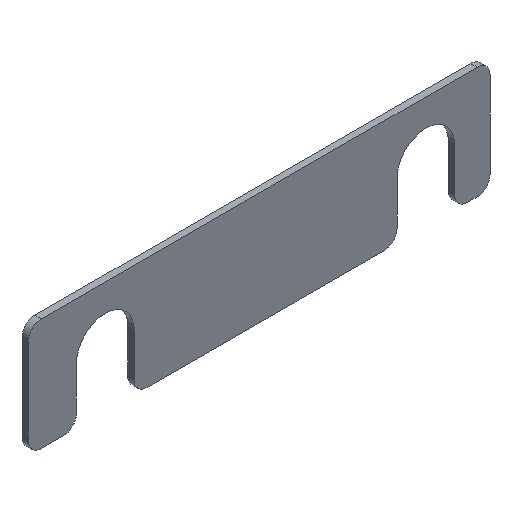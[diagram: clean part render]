
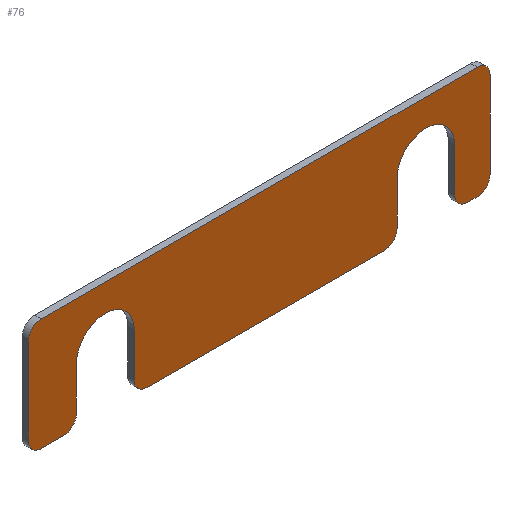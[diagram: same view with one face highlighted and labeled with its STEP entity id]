
A CAD part, isometric view. The second image highlights one B-rep face of the part: STEP entity #76.
In plain terms, the highlighted planar face has unit normal (0, -1, 0).
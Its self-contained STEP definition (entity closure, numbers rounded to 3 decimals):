
#45=CIRCLE('',#447,4.5);
#47=CIRCLE('',#453,4.5);
#48=CIRCLE('',#459,2.);
#49=CIRCLE('',#460,2.);
#50=CIRCLE('',#461,2.);
#51=CIRCLE('',#462,2.);
#52=CIRCLE('',#463,2.);
#53=CIRCLE('',#464,2.);
#54=CIRCLE('',#465,2.);
#55=CIRCLE('',#466,2.);
#76=ADVANCED_FACE('',(#110),#96,.F.);
#96=PLANE('',#467);
#110=FACE_OUTER_BOUND('',#132,.T.);
#132=EDGE_LOOP('',(#190,#191,#192,#193,#194,#195,#196,#197,#198,#199,#200,
#201,#202,#203,#204,#205,#206,#207,#208,#209));
#190=ORIENTED_EDGE('',*,*,#340,.T.);
#191=ORIENTED_EDGE('',*,*,#346,.T.);
#192=ORIENTED_EDGE('',*,*,#342,.T.);
#193=ORIENTED_EDGE('',*,*,#347,.T.);
#194=ORIENTED_EDGE('',*,*,#304,.T.);
#195=ORIENTED_EDGE('',*,*,#348,.T.);
#196=ORIENTED_EDGE('',*,*,#308,.T.);
#197=ORIENTED_EDGE('',*,*,#349,.T.);
#198=ORIENTED_EDGE('',*,*,#310,.T.);
#199=ORIENTED_EDGE('',*,*,#316,.T.);
#200=ORIENTED_EDGE('',*,*,#319,.T.);
#201=ORIENTED_EDGE('',*,*,#350,.T.);
#202=ORIENTED_EDGE('',*,*,#322,.T.);
#203=ORIENTED_EDGE('',*,*,#351,.T.);
#204=ORIENTED_EDGE('',*,*,#324,.T.);
#205=ORIENTED_EDGE('',*,*,#330,.T.);
#206=ORIENTED_EDGE('',*,*,#333,.T.);
#207=ORIENTED_EDGE('',*,*,#352,.T.);
#208=ORIENTED_EDGE('',*,*,#336,.T.);
#209=ORIENTED_EDGE('',*,*,#353,.T.);
#264=VERTEX_POINT('',#616);
#265=VERTEX_POINT('',#618);
#268=VERTEX_POINT('',#625);
#269=VERTEX_POINT('',#627);
#270=VERTEX_POINT('',#631);
#271=VERTEX_POINT('',#632);
#275=VERTEX_POINT('',#642);
#277=VERTEX_POINT('',#648);
#280=VERTEX_POINT('',#655);
#281=VERTEX_POINT('',#657);
#282=VERTEX_POINT('',#661);
#283=VERTEX_POINT('',#662);
#287=VERTEX_POINT('',#672);
#289=VERTEX_POINT('',#678);
#292=VERTEX_POINT('',#685);
#293=VERTEX_POINT('',#687);
#296=VERTEX_POINT('',#694);
#297=VERTEX_POINT('',#696);
#298=VERTEX_POINT('',#700);
#299=VERTEX_POINT('',#701);
#304=EDGE_CURVE('',#265,#264,#364,.T.);
#308=EDGE_CURVE('',#269,#268,#368,.T.);
#310=EDGE_CURVE('',#270,#271,#370,.T.);
#316=EDGE_CURVE('',#271,#275,#45,.T.);
#319=EDGE_CURVE('',#275,#277,#377,.T.);
#322=EDGE_CURVE('',#281,#280,#380,.T.);
#324=EDGE_CURVE('',#282,#283,#382,.T.);
#330=EDGE_CURVE('',#283,#287,#47,.T.);
#333=EDGE_CURVE('',#287,#289,#389,.T.);
#336=EDGE_CURVE('',#293,#292,#392,.T.);
#340=EDGE_CURVE('',#297,#296,#396,.T.);
#342=EDGE_CURVE('',#298,#299,#398,.T.);
#346=EDGE_CURVE('',#296,#298,#48,.T.);
#347=EDGE_CURVE('',#299,#265,#49,.T.);
#348=EDGE_CURVE('',#264,#269,#50,.T.);
#349=EDGE_CURVE('',#268,#270,#51,.T.);
#350=EDGE_CURVE('',#277,#281,#52,.T.);
#351=EDGE_CURVE('',#280,#282,#53,.T.);
#352=EDGE_CURVE('',#289,#293,#54,.T.);
#353=EDGE_CURVE('',#292,#297,#55,.T.);
#364=LINE('',#617,#404);
#368=LINE('',#626,#408);
#370=LINE('',#630,#410);
#377=LINE('',#649,#417);
#380=LINE('',#656,#420);
#382=LINE('',#660,#422);
#389=LINE('',#679,#429);
#392=LINE('',#686,#432);
#396=LINE('',#695,#436);
#398=LINE('',#699,#438);
#404=VECTOR('',#489,1.);
#408=VECTOR('',#495,1.);
#410=VECTOR('',#499,1.);
#417=VECTOR('',#514,1.);
#420=VECTOR('',#519,1.);
#422=VECTOR('',#523,1.);
#429=VECTOR('',#538,1.);
#432=VECTOR('',#543,1.);
#436=VECTOR('',#549,1.);
#438=VECTOR('',#553,1.);
#447=AXIS2_PLACEMENT_3D('',#643,#508,#509);
#453=AXIS2_PLACEMENT_3D('',#673,#532,#533);
#459=AXIS2_PLACEMENT_3D('',#708,#559,#560);
#460=AXIS2_PLACEMENT_3D('',#709,#561,#562);
#461=AXIS2_PLACEMENT_3D('',#710,#563,#564);
#462=AXIS2_PLACEMENT_3D('',#711,#565,#566);
#463=AXIS2_PLACEMENT_3D('',#712,#567,#568);
#464=AXIS2_PLACEMENT_3D('',#713,#569,#570);
#465=AXIS2_PLACEMENT_3D('',#714,#571,#572);
#466=AXIS2_PLACEMENT_3D('',#715,#573,#574);
#467=AXIS2_PLACEMENT_3D('',#716,#575,#576);
#489=DIRECTION('',(0.,0.,-1.));
#495=DIRECTION('',(1.,0.,0.));
#499=DIRECTION('',(0.,0.,1.));
#508=DIRECTION('',(0.,1.,0.));
#509=DIRECTION('',(1.,0.,0.));
#514=DIRECTION('',(0.,0.,-1.));
#519=DIRECTION('',(1.,0.,0.));
#523=DIRECTION('',(0.,0.,1.));
#532=DIRECTION('',(0.,1.,0.));
#533=DIRECTION('',(1.,0.,0.));
#538=DIRECTION('',(0.,0.,-1.));
#543=DIRECTION('',(1.,0.,0.));
#549=DIRECTION('',(0.,0.,1.));
#553=DIRECTION('',(-1.,0.,0.));
#559=DIRECTION('',(0.,-1.,0.));
#560=DIRECTION('',(0.,0.,1.));
#561=DIRECTION('',(0.,-1.,0.));
#562=DIRECTION('',(0.,0.,1.));
#563=DIRECTION('',(0.,-1.,0.));
#564=DIRECTION('',(0.,0.,1.));
#565=DIRECTION('',(0.,-1.,0.));
#566=DIRECTION('',(0.,0.,1.));
#567=DIRECTION('',(0.,-1.,0.));
#568=DIRECTION('',(0.,0.,1.));
#569=DIRECTION('',(0.,-1.,0.));
#570=DIRECTION('',(0.,0.,1.));
#571=DIRECTION('',(0.,-1.,0.));
#572=DIRECTION('',(0.,0.,1.));
#573=DIRECTION('',(0.,-1.,0.));
#574=DIRECTION('',(0.,0.,1.));
#575=DIRECTION('',(0.,1.,0.));
#576=DIRECTION('',(0.,0.,1.));
#616=CARTESIAN_POINT('',(-49.,-28.,-22.));
#617=CARTESIAN_POINT('',(-49.,-28.,-6.5));
#618=CARTESIAN_POINT('',(-49.,-28.,-8.5));
#625=CARTESIAN_POINT('',(-43.5,-28.,-24.));
#626=CARTESIAN_POINT('',(-49.,-28.,-24.));
#627=CARTESIAN_POINT('',(-47.,-28.,-24.));
#630=CARTESIAN_POINT('',(-41.5,-28.,-24.));
#631=CARTESIAN_POINT('',(-41.5,-28.,-22.));
#632=CARTESIAN_POINT('',(-41.5,-28.,-15.25));
#642=CARTESIAN_POINT('',(-32.5,-28.,-15.25));
#643=CARTESIAN_POINT('',(-37.,-28.,-15.25));
#648=CARTESIAN_POINT('',(-32.5,-28.,-22.));
#649=CARTESIAN_POINT('',(-32.5,-28.,-15.25));
#655=CARTESIAN_POINT('',(6.5,-28.,-24.));
#656=CARTESIAN_POINT('',(-32.5,-28.,-24.));
#657=CARTESIAN_POINT('',(-30.5,-28.,-24.));
#660=CARTESIAN_POINT('',(8.5,-28.,-24.));
#661=CARTESIAN_POINT('',(8.5,-28.,-22.));
#662=CARTESIAN_POINT('',(8.5,-28.,-15.25));
#672=CARTESIAN_POINT('',(17.5,-28.,-15.25));
#673=CARTESIAN_POINT('',(13.,-28.,-15.25));
#678=CARTESIAN_POINT('',(17.5,-28.,-22.));
#679=CARTESIAN_POINT('',(17.5,-28.,-15.25));
#685=CARTESIAN_POINT('',(21.,-28.,-24.));
#686=CARTESIAN_POINT('',(17.5,-28.,-24.));
#687=CARTESIAN_POINT('',(19.5,-28.,-24.));
#694=CARTESIAN_POINT('',(23.,-28.,-8.5));
#695=CARTESIAN_POINT('',(23.,-28.,-24.));
#696=CARTESIAN_POINT('',(23.,-28.,-22.));
#699=CARTESIAN_POINT('',(-5.,-28.,-6.5));
#700=CARTESIAN_POINT('',(21.,-28.,-6.5));
#701=CARTESIAN_POINT('',(-47.,-28.,-6.5));
#708=CARTESIAN_POINT('',(21.,-28.,-8.5));
#709=CARTESIAN_POINT('',(-47.,-28.,-8.5));
#710=CARTESIAN_POINT('',(-47.,-28.,-22.));
#711=CARTESIAN_POINT('',(-43.5,-28.,-22.));
#712=CARTESIAN_POINT('',(-30.5,-28.,-22.));
#713=CARTESIAN_POINT('',(6.5,-28.,-22.));
#714=CARTESIAN_POINT('',(19.5,-28.,-22.));
#715=CARTESIAN_POINT('',(21.,-28.,-22.));
#716=CARTESIAN_POINT('',(-37.,-28.,-15.25));
